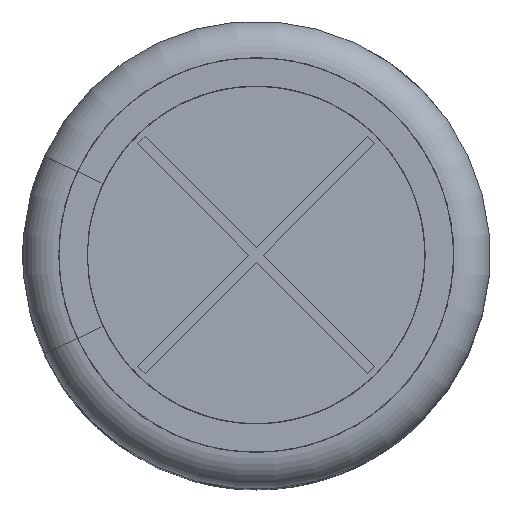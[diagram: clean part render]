
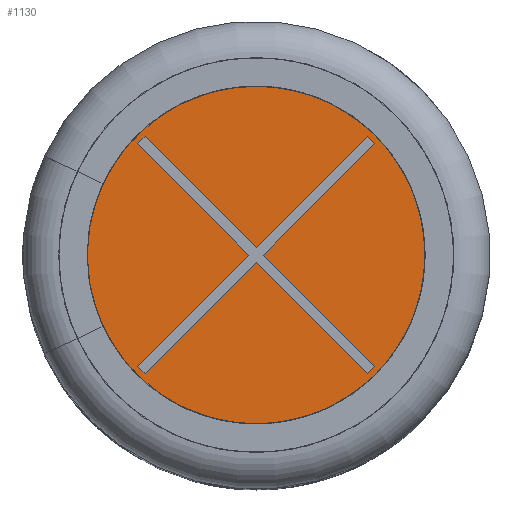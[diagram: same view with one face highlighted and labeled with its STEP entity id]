
A CAD part, top view. The second image highlights one B-rep face of the part: STEP entity #1130.
In plain terms, the highlighted planar face has unit normal (0, 0, 1).
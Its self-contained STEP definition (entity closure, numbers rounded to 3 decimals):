
#1130 = ADVANCED_FACE( '', ( #2517, #2518 ), #2519, .T. );
#2517 = FACE_OUTER_BOUND( '', #6874, .T. );
#2518 = FACE_BOUND( '', #6875, .T. );
#2519 = PLANE( '', #6876 );
#6874 = EDGE_LOOP( '', ( #12407 ) );
#6875 = EDGE_LOOP( '', ( #12408, #12409, #12410, #12411, #12412, #12413, #12414, #12415, #12416, #12417, #12418, #12419 ) );
#6876 = AXIS2_PLACEMENT_3D( '', #12420, #12421, #12422 );
#12407 = ORIENTED_EDGE( '', *, *, #15611, .F. );
#12408 = ORIENTED_EDGE( '', *, *, #15612, .T. );
#12409 = ORIENTED_EDGE( '', *, *, #14928, .T. );
#12410 = ORIENTED_EDGE( '', *, *, #15050, .T. );
#12411 = ORIENTED_EDGE( '', *, *, #15613, .T. );
#12412 = ORIENTED_EDGE( '', *, *, #15614, .T. );
#12413 = ORIENTED_EDGE( '', *, *, #15615, .T. );
#12414 = ORIENTED_EDGE( '', *, *, #15616, .T. );
#12415 = ORIENTED_EDGE( '', *, *, #15571, .T. );
#12416 = ORIENTED_EDGE( '', *, *, #15617, .T. );
#12417 = ORIENTED_EDGE( '', *, *, #15618, .T. );
#12418 = ORIENTED_EDGE( '', *, *, #15318, .T. );
#12419 = ORIENTED_EDGE( '', *, *, #15590, .T. );
#12420 = CARTESIAN_POINT( '', ( -4.223, 0., 15.78 ) );
#12421 = DIRECTION( '', ( 0., 0., 1. ) );
#12422 = DIRECTION( '', ( 1., 0., 0. ) );
#14928 = EDGE_CURVE( '', #17097, #17098, #17099, .T. );
#15050 = EDGE_CURVE( '', #17098, #17296, #17297, .T. );
#15318 = EDGE_CURVE( '', #17701, #17702, #17703, .T. );
#15571 = EDGE_CURVE( '', #18068, #18069, #18070, .T. );
#15590 = EDGE_CURVE( '', #17702, #18097, #18098, .T. );
#15611 = EDGE_CURVE( '', #18126, #18126, #18127, .T. );
#15612 = EDGE_CURVE( '', #18097, #17097, #18128, .T. );
#15613 = EDGE_CURVE( '', #17296, #18129, #18130, .T. );
#15614 = EDGE_CURVE( '', #18129, #18131, #18132, .T. );
#15615 = EDGE_CURVE( '', #18131, #18133, #18134, .T. );
#15616 = EDGE_CURVE( '', #18133, #18068, #18135, .T. );
#15617 = EDGE_CURVE( '', #18069, #18136, #18137, .T. );
#15618 = EDGE_CURVE( '', #18136, #17701, #18138, .T. );
#17097 = VERTEX_POINT( '', #20785 );
#17098 = VERTEX_POINT( '', #20786 );
#17099 = LINE( '', #20787, #20788 );
#17296 = VERTEX_POINT( '', #21172 );
#17297 = LINE( '', #21173, #21174 );
#17701 = VERTEX_POINT( '', #22078 );
#17702 = VERTEX_POINT( '', #22079 );
#17703 = LINE( '', #22080, #22081 );
#18068 = VERTEX_POINT( '', #23022 );
#18069 = VERTEX_POINT( '', #23023 );
#18070 = LINE( '', #23024, #23025 );
#18097 = VERTEX_POINT( '', #23066 );
#18098 = LINE( '', #23067, #23068 );
#18126 = VERTEX_POINT( '', #23115 );
#18127 = CIRCLE( '', #23116, 4.223 );
#18128 = LINE( '', #23117, #23118 );
#18129 = VERTEX_POINT( '', #23119 );
#18130 = LINE( '', #23120, #23121 );
#18131 = VERTEX_POINT( '', #23122 );
#18132 = LINE( '', #23123, #23124 );
#18133 = VERTEX_POINT( '', #23125 );
#18134 = LINE( '', #23126, #23127 );
#18135 = LINE( '', #23128, #23129 );
#18136 = VERTEX_POINT( '', #23130 );
#18137 = LINE( '', #23131, #23132 );
#18138 = LINE( '', #23133, #23134 );
#20785 = CARTESIAN_POINT( '', ( -2.375, 2.533, 15.78 ) );
#20786 = CARTESIAN_POINT( '', ( 0., 0.157, 15.78 ) );
#20787 = CARTESIAN_POINT( '', ( 0., 0.157, 15.78 ) );
#20788 = VECTOR( '', #25221, 1000. );
#21172 = CARTESIAN_POINT( '', ( 2.375, 2.533, 15.78 ) );
#21173 = CARTESIAN_POINT( '', ( 0., 0.157, 15.78 ) );
#21174 = VECTOR( '', #25364, 1000. );
#22078 = CARTESIAN_POINT( '', ( -2.533, -2.375, 15.78 ) );
#22079 = CARTESIAN_POINT( '', ( -0.157, 0., 15.78 ) );
#22080 = CARTESIAN_POINT( '', ( -0.157, 0., 15.78 ) );
#22081 = VECTOR( '', #25606, 1000. );
#23022 = CARTESIAN_POINT( '', ( 2.375, -2.533, 15.78 ) );
#23023 = CARTESIAN_POINT( '', ( 0., -0.157, 15.78 ) );
#23024 = CARTESIAN_POINT( '', ( 0., -0.157, 15.78 ) );
#23025 = VECTOR( '', #25814, 1000. );
#23066 = CARTESIAN_POINT( '', ( -2.533, 2.375, 15.78 ) );
#23067 = CARTESIAN_POINT( '', ( -0.157, 0., 15.78 ) );
#23068 = VECTOR( '', #25829, 1000. );
#23115 = CARTESIAN_POINT( '', ( -4.223, 0., 15.78 ) );
#23116 = AXIS2_PLACEMENT_3D( '', #25847, #25848, #25849 );
#23117 = CARTESIAN_POINT( '', ( -2.375, 2.533, 15.78 ) );
#23118 = VECTOR( '', #25850, 1000. );
#23119 = CARTESIAN_POINT( '', ( 2.533, 2.375, 15.78 ) );
#23120 = CARTESIAN_POINT( '', ( 2.533, 2.375, 15.78 ) );
#23121 = VECTOR( '', #25851, 1000. );
#23122 = CARTESIAN_POINT( '', ( 0.157, 0., 15.78 ) );
#23123 = CARTESIAN_POINT( '', ( 0.157, 0., 15.78 ) );
#23124 = VECTOR( '', #25852, 1000. );
#23125 = CARTESIAN_POINT( '', ( 2.533, -2.375, 15.78 ) );
#23126 = CARTESIAN_POINT( '', ( 0.157, 0., 15.78 ) );
#23127 = VECTOR( '', #25853, 1000. );
#23128 = CARTESIAN_POINT( '', ( 2.533, -2.375, 15.78 ) );
#23129 = VECTOR( '', #25854, 1000. );
#23130 = CARTESIAN_POINT( '', ( -2.375, -2.533, 15.78 ) );
#23131 = CARTESIAN_POINT( '', ( 0., -0.157, 15.78 ) );
#23132 = VECTOR( '', #25855, 1000. );
#23133 = CARTESIAN_POINT( '', ( -2.375, -2.533, 15.78 ) );
#23134 = VECTOR( '', #25856, 1000. );
#25221 = DIRECTION( '', ( 0.707, -0.707, 0. ) );
#25364 = DIRECTION( '', ( 0.707, 0.707, 0. ) );
#25606 = DIRECTION( '', ( 0.707, 0.707, 0. ) );
#25814 = DIRECTION( '', ( -0.707, 0.707, 0. ) );
#25829 = DIRECTION( '', ( -0.707, 0.707, 0. ) );
#25847 = CARTESIAN_POINT( '', ( 0., 0., 15.78 ) );
#25848 = DIRECTION( '', ( 0., 0., -1. ) );
#25849 = DIRECTION( '', ( -1., 0., 0. ) );
#25850 = DIRECTION( '', ( 0.707, 0.707, 0. ) );
#25851 = DIRECTION( '', ( 0.707, -0.707, 0. ) );
#25852 = DIRECTION( '', ( -0.707, -0.707, 0. ) );
#25853 = DIRECTION( '', ( 0.707, -0.707, 0. ) );
#25854 = DIRECTION( '', ( -0.707, -0.707, 0. ) );
#25855 = DIRECTION( '', ( -0.707, -0.707, 0. ) );
#25856 = DIRECTION( '', ( -0.707, 0.707, 0. ) );
